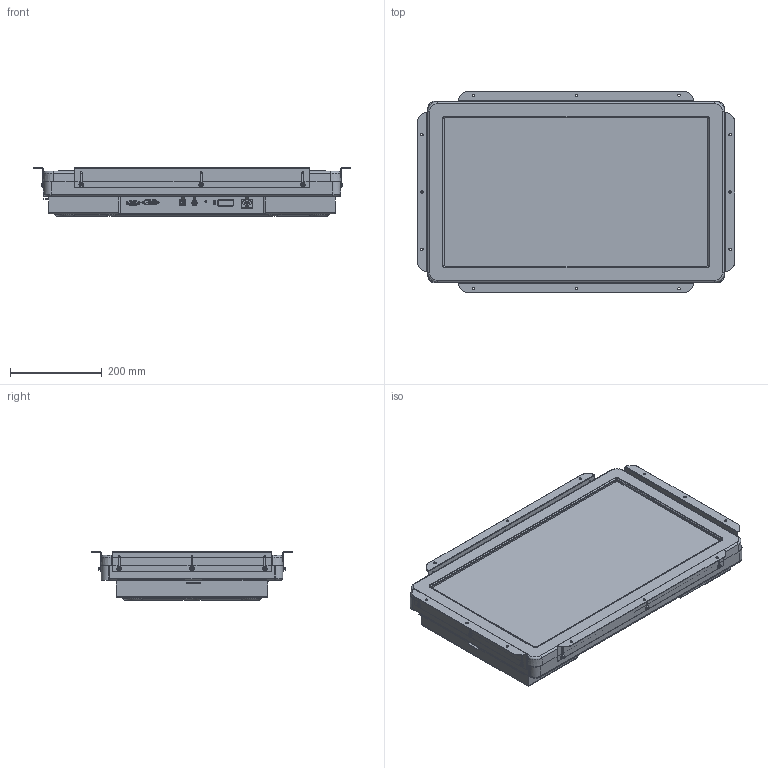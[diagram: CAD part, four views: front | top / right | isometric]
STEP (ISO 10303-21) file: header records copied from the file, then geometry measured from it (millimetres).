
FILE_DESCRIPTION((''),'2;1');
FILE_NAME('MS600623_A_ET2639L_NT_REAR','2008-01-25T',('US0T7105'),('Tyco Electronics Corporation'),'PRO/ENGINEER BY PARAMETRIC TECHNOLOGY CORPORATION, 2005450','PRO/ENGINEER BY PARAMETRIC TECHNOLOGY CORPORATION, 2005450','');
FILE_SCHEMA(('CONFIG_CONTROL_DESIGN'));
Length unit declared in the file: millimetre
Products named in the file (1): MS600623_A_ET2639L_NT_REAR
Bounding box: 692.75 x 439.6 x 105.5 mm (x, y, z)
Volume: 19865080.4 mm3; surface area: 917744 mm2
Topology: 1 solids, 2 shells, 1155 faces, 2981 edges, 1934 vertices
Faces by surface type: plane 790, cylinder 315, torus 30, cone 8, sphere 4, bspline 4, extrusion 4
Entity records: 35356 total; most frequent: CARTESIAN_POINT 6437, DIRECTION 5975, ORIENTED_EDGE 5954, EDGE_CURVE 2977, VECTOR 2237, LINE 2233, VERTEX_POINT 1934, AXIS2_PLACEMENT_3D 1869
